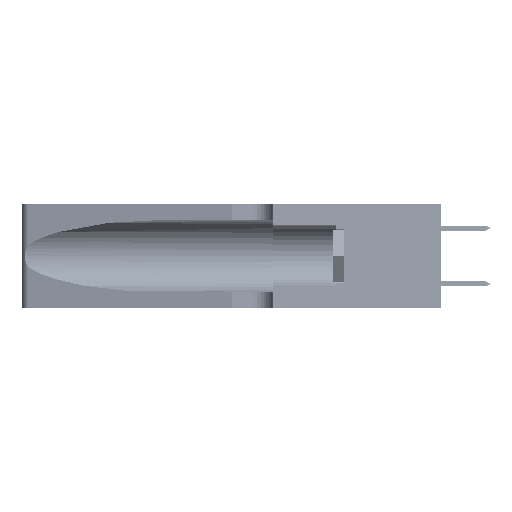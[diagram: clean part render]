
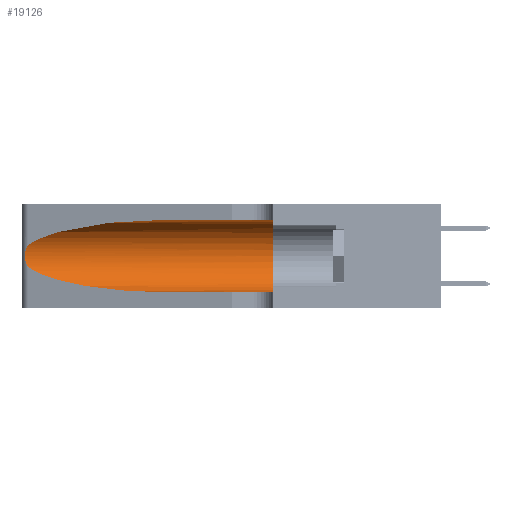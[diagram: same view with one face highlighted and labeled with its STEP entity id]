
A CAD part, left-side view. The second image highlights one B-rep face of the part: STEP entity #19126.
In plain terms, the highlighted cylindrical face has radius 3.308 mm (diameter 6.617 mm), a partial arc.
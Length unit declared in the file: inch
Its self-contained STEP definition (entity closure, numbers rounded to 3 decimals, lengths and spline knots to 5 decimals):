
#1054 = CARTESIAN_POINT ( 'NONE',  ( 0.25854, 1.2359, 0.20912 ) ) ;
#1758 = VERTEX_POINT ( 'NONE', #19693 ) ;
#2108 = EDGE_CURVE ( 'NONE', #1758, #46635, #39218, .T. ) ;
#3537 = DIRECTION ( 'NONE',  ( 0., -1., 0. ) ) ;
#4329 = ORIENTED_EDGE ( 'NONE', *, *, #15790, .F. ) ;
#5007 = CARTESIAN_POINT ( 'NONE',  ( 0.26075, 1.23896, 0.19203 ) ) ;
#5081 = CARTESIAN_POINT ( 'NONE',  ( 0.1305, 1.61858, 0.05475 ) ) ;
#5340 = VECTOR ( 'NONE', #3537, 39.37008 ) ;
#5487 = EDGE_CURVE ( 'NONE', #16634, #8380, #30165, .T. ) ;
#6142 = CARTESIAN_POINT ( 'NONE',  ( 0.1305, 0.35, 0.185 ) ) ;
#6474 = AXIS2_PLACEMENT_3D ( 'NONE', #28433, #32367, #8828 ) ;
#8380 = VERTEX_POINT ( 'NONE', #9429 ) ;
#8828 = DIRECTION ( 'NONE',  ( 0., 0., -1. ) ) ;
#9100 = CARTESIAN_POINT ( 'NONE',  ( 0.26017, 1.23833, 0.17102 ) ) ;
#9429 = CARTESIAN_POINT ( 'NONE',  ( 0.25487, 1.22718, 0.22369 ) ) ;
#10190 = DIRECTION ( 'NONE',  ( 0., 0., 1. ) ) ;
#10263 = EDGE_CURVE ( 'NONE', #8380, #1758, #21071, .T. ) ;
#12701 = CARTESIAN_POINT ( 'NONE',  ( 0.18966, 0.96281, 0.31525 ) ) ;
#13031 = CARTESIAN_POINT ( 'NONE',  ( 0.25789, 1.23486, 0.15765 ) ) ;
#13939 = CARTESIAN_POINT ( 'NONE',  ( 0.18966, 0.96281, 0.05475 ) ) ;
#15790 = EDGE_CURVE ( 'NONE', #16634, #19615, #35560, .T. ) ;
#16634 = VERTEX_POINT ( 'NONE', #18061 ) ;
#16708 = CARTESIAN_POINT ( 'NONE',  ( 0.1305, 0.72297, 0.31525 ) ) ;
#16871 = CARTESIAN_POINT ( 'NONE',  ( 0.25487, 1.22718, 0.22369 ) ) ;
#17043 = CARTESIAN_POINT ( 'NONE',  ( 0.25555, 1.22993, 0.14849 ) ) ;
#18061 = CARTESIAN_POINT ( 'NONE',  ( 0.1305, 0.72297, 0.31525 ) ) ;
#19126 = ADVANCED_FACE ( 'NONE', ( #34584 ), #21727, .F. ) ;
#19615 = VERTEX_POINT ( 'NONE', #20178 ) ;
#19693 = CARTESIAN_POINT ( 'NONE',  ( 0.25487, 1.22718, 0.14631 ) ) ;
#20178 = CARTESIAN_POINT ( 'NONE',  ( 0.1305, 0.35, 0.31525 ) ) ;
#20474 = VERTEX_POINT ( 'NONE', #21822 ) ;
#20907 = ORIENTED_EDGE ( 'NONE', *, *, #5487, .T. ) ;
#21071 = B_SPLINE_CURVE_WITH_KNOTS ( 'NONE', 3,
 ( #16871, #40273, #48119, #24754, #1054, #28685, #5007, #32604, #9100, #36532, #13031, #40434, #17043, #44371 ),
 .UNSPECIFIED., .F., .F.,
 ( 4, 2, 2, 2, 2, 2, 4 ),
 ( 0., 0.00027, 0.00053, 0.00107, 0.0016, 0.00187, 0.00214 ),
 .UNSPECIFIED. ) ;
#21727 = CYLINDRICAL_SURFACE ( 'NONE', #6474, 0.13025 ) ;
#21822 = CARTESIAN_POINT ( 'NONE',  ( 0.1305, 0.35, 0.05475 ) ) ;
#24754 = CARTESIAN_POINT ( 'NONE',  ( 0.25787, 1.23484, 0.2124 ) ) ;
#25846 = EDGE_CURVE ( 'NONE', #46635, #20474, #46655, .T. ) ;
#25887 = VECTOR ( 'NONE', #28753, 39.37008 ) ;
#28433 = CARTESIAN_POINT ( 'NONE',  ( 0.1305, 1.61858, 0.185 ) ) ;
#28685 = CARTESIAN_POINT ( 'NONE',  ( 0.26018, 1.23835, 0.19895 ) ) ;
#28753 = DIRECTION ( 'NONE',  ( 0., -1., 0. ) ) ;
#29197 = CARTESIAN_POINT ( 'NONE',  ( 0.1305, 0.72297, 0.05475 ) ) ;
#30165 =( BOUNDED_CURVE ( )  B_SPLINE_CURVE ( 3, ( #16708, #12701, #40101, #44027 ),
 .UNSPECIFIED., .F., .F. ) 
 B_SPLINE_CURVE_WITH_KNOTS ( ( 4, 4 ),
 ( 1.5708, 2.84003 ),
 .UNSPECIFIED. ) 
 CURVE ( )  GEOMETRIC_REPRESENTATION_ITEM ( )  RATIONAL_B_SPLINE_CURVE ( ( 1., 0.87, 0.87, 1. ) ) 
 REPRESENTATION_ITEM ( '' )  );
#32367 = DIRECTION ( 'NONE',  ( 0., -1., 0. ) ) ;
#32604 = CARTESIAN_POINT ( 'NONE',  ( 0.26075, 1.23896, 0.178 ) ) ;
#33490 = CARTESIAN_POINT ( 'NONE',  ( 0.25487, 1.22718, 0.14631 ) ) ;
#33684 = DIRECTION ( 'NONE',  ( 0., 1., 0. ) ) ;
#34133 = CIRCLE ( 'NONE', #47971, 0.13025 ) ;
#34584 = FACE_OUTER_BOUND ( 'NONE', #35630, .T. ) ;
#35068 = CARTESIAN_POINT ( 'NONE',  ( 0.1305, 1.61858, 0.31525 ) ) ;
#35560 = LINE ( 'NONE', #35068, #5340 ) ;
#35630 = EDGE_LOOP ( 'NONE', ( #20907, #47598, #50233, #39848, #42657, #4329 ) ) ;
#36532 = CARTESIAN_POINT ( 'NONE',  ( 0.25856, 1.23593, 0.16098 ) ) ;
#37405 = CARTESIAN_POINT ( 'NONE',  ( 0.2373, 1.15595, 0.08982 ) ) ;
#37828 = EDGE_CURVE ( 'NONE', #19615, #20474, #34133, .T. ) ;
#39218 =( BOUNDED_CURVE ( )  B_SPLINE_CURVE ( 3, ( #33490, #37405, #13939, #41346 ),
 .UNSPECIFIED., .F., .T. ) 
 B_SPLINE_CURVE_WITH_KNOTS ( ( 4, 4 ),
 ( 3.44316, 4.71239 ),
 .UNSPECIFIED. ) 
 CURVE ( )  GEOMETRIC_REPRESENTATION_ITEM ( )  RATIONAL_B_SPLINE_CURVE ( ( 1., 0.87, 0.87, 1. ) ) 
 REPRESENTATION_ITEM ( '' )  );
#39848 = ORIENTED_EDGE ( 'NONE', *, *, #25846, .T. ) ;
#40101 = CARTESIAN_POINT ( 'NONE',  ( 0.2373, 1.15595, 0.28018 ) ) ;
#40273 = CARTESIAN_POINT ( 'NONE',  ( 0.25555, 1.22994, 0.2215 ) ) ;
#40434 = CARTESIAN_POINT ( 'NONE',  ( 0.25639, 1.23186, 0.15144 ) ) ;
#41346 = CARTESIAN_POINT ( 'NONE',  ( 0.1305, 0.72297, 0.05475 ) ) ;
#42657 = ORIENTED_EDGE ( 'NONE', *, *, #37828, .F. ) ;
#44027 = CARTESIAN_POINT ( 'NONE',  ( 0.25487, 1.22718, 0.22369 ) ) ;
#44371 = CARTESIAN_POINT ( 'NONE',  ( 0.25487, 1.22718, 0.14631 ) ) ;
#46635 = VERTEX_POINT ( 'NONE', #29197 ) ;
#46655 = LINE ( 'NONE', #5081, #25887 ) ;
#47598 = ORIENTED_EDGE ( 'NONE', *, *, #10263, .T. ) ;
#47971 = AXIS2_PLACEMENT_3D ( 'NONE', #6142, #33684, #10190 ) ;
#48119 = CARTESIAN_POINT ( 'NONE',  ( 0.25639, 1.23184, 0.21858 ) ) ;
#50233 = ORIENTED_EDGE ( 'NONE', *, *, #2108, .T. ) ;
